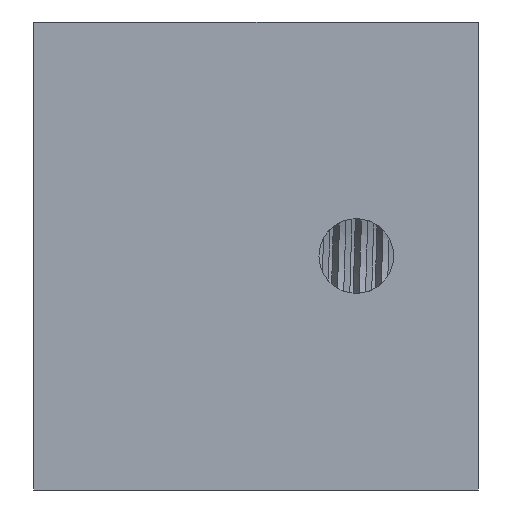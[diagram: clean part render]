
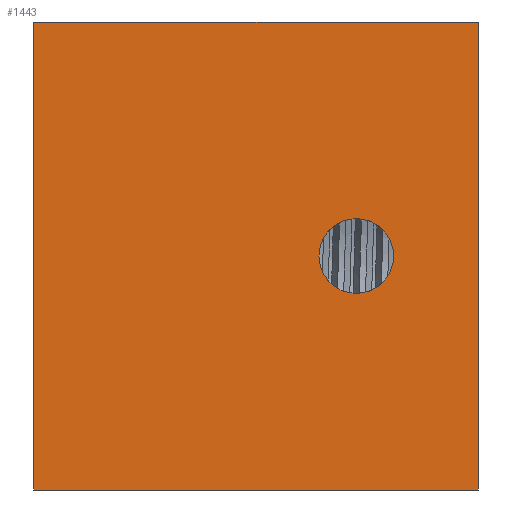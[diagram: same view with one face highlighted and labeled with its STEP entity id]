
A CAD part, left-side view. The second image highlights one B-rep face of the part: STEP entity #1443.
In plain terms, the highlighted planar face has unit normal (-1, 0, 0).
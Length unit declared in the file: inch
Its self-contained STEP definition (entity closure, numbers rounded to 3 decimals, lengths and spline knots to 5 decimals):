
#137=FACE_BOUND('',#346,.T.);
#168=PLANE('',#1563);
#251=FACE_OUTER_BOUND('',#345,.T.);
#345=EDGE_LOOP('',(#1301,#1302,#1303,#1304));
#346=EDGE_LOOP('',(#1305,#1306));
#429=LINE('',#5684,#514);
#434=LINE('',#5694,#519);
#435=LINE('',#5697,#520);
#436=LINE('',#5698,#521);
#514=VECTOR('',#1845,0.3937);
#519=VECTOR('',#1854,0.3937);
#520=VECTOR('',#1857,0.3937);
#521=VECTOR('',#1858,0.3937);
#538=CIRCLE('',#1526,0.095);
#539=CIRCLE('',#1527,0.095);
#650=VERTEX_POINT('',#3287);
#651=VERTEX_POINT('',#3288);
#684=VERTEX_POINT('',#5677);
#687=VERTEX_POINT('',#5682);
#690=VERTEX_POINT('',#5692);
#691=VERTEX_POINT('',#5696);
#822=EDGE_CURVE('',#650,#651,#538,.T.);
#823=EDGE_CURVE('',#651,#650,#539,.T.);
#892=EDGE_CURVE('',#687,#684,#429,.T.);
#897=EDGE_CURVE('',#687,#690,#434,.T.);
#898=EDGE_CURVE('',#691,#690,#435,.T.);
#899=EDGE_CURVE('',#684,#691,#436,.T.);
#1301=ORIENTED_EDGE('',*,*,#897,.T.);
#1302=ORIENTED_EDGE('',*,*,#898,.F.);
#1303=ORIENTED_EDGE('',*,*,#899,.F.);
#1304=ORIENTED_EDGE('',*,*,#892,.F.);
#1305=ORIENTED_EDGE('',*,*,#822,.T.);
#1306=ORIENTED_EDGE('',*,*,#823,.T.);
#1443=ADVANCED_FACE('',(#251,#137),#168,.T.);
#1526=AXIS2_PLACEMENT_3D('',#3289,#1764,#1765);
#1527=AXIS2_PLACEMENT_3D('',#3290,#1766,#1767);
#1563=AXIS2_PLACEMENT_3D('',#5695,#1855,#1856);
#1764=DIRECTION('center_axis',(1.,0.,0.));
#1765=DIRECTION('ref_axis',(0.,-1.,0.));
#1766=DIRECTION('center_axis',(1.,0.,0.));
#1767=DIRECTION('ref_axis',(0.,-1.,0.));
#1845=DIRECTION('',(0.,1.,0.));
#1854=DIRECTION('',(0.,0.,1.));
#1855=DIRECTION('center_axis',(-1.,0.,0.));
#1856=DIRECTION('ref_axis',(0.,-1.,0.));
#1857=DIRECTION('',(0.,-1.,0.));
#1858=DIRECTION('',(0.,0.,1.));
#3287=CARTESIAN_POINT('',(-4.5,-0.35,0.));
#3288=CARTESIAN_POINT('',(-4.5,-0.16,0.));
#3289=CARTESIAN_POINT('Origin',(-4.5,-0.255,0.));
#3290=CARTESIAN_POINT('Origin',(-4.5,-0.255,0.));
#5677=CARTESIAN_POINT('',(-4.5,0.565,-0.595));
#5682=CARTESIAN_POINT('',(-4.5,-0.565,-0.595));
#5684=CARTESIAN_POINT('',(-4.5,-0.565,-0.595));
#5692=CARTESIAN_POINT('',(-4.5,-0.565,0.595));
#5694=CARTESIAN_POINT('',(-4.5,-0.565,0.));
#5695=CARTESIAN_POINT('Origin',(-4.5,0.565,0.));
#5696=CARTESIAN_POINT('',(-4.5,0.565,0.595));
#5697=CARTESIAN_POINT('',(-4.5,-0.565,0.595));
#5698=CARTESIAN_POINT('',(-4.5,0.565,0.));
